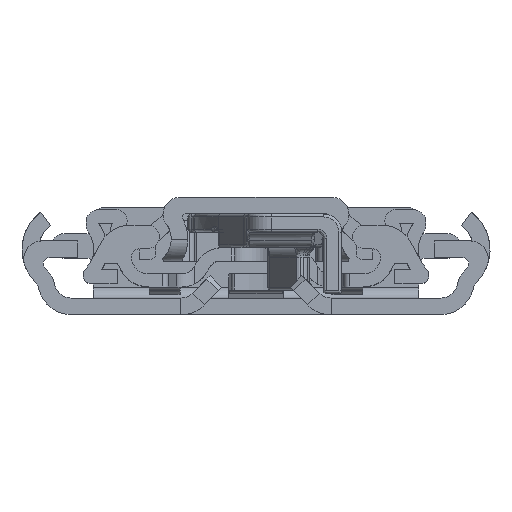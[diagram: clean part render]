
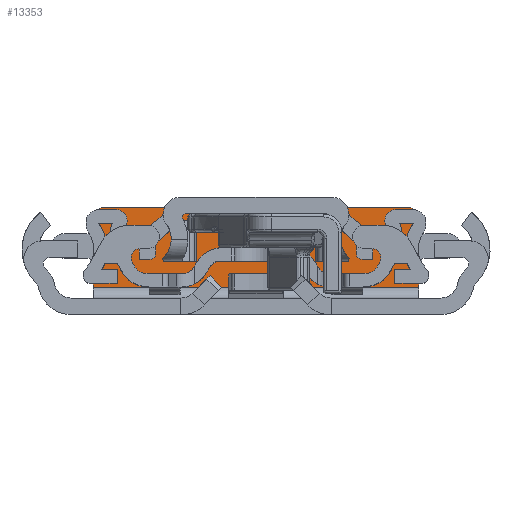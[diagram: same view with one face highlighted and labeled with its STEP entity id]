
A CAD part, front view. The second image highlights one B-rep face of the part: STEP entity #13353.
In plain terms, the highlighted planar face has unit normal (0, -1, 0).
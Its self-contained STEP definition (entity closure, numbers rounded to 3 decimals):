
#518=PLANE('',#14363);
#842=FACE_OUTER_BOUND('',#1633,.T.);
#1633=EDGE_LOOP('',(#9124,#9125,#9126,#9127,#9128,#9129));
#2517=LINE('',#20393,#3612);
#2520=LINE('',#20401,#3615);
#2521=LINE('',#20405,#3616);
#2522=LINE('',#20406,#3617);
#3612=VECTOR('',#16173,10.);
#3615=VECTOR('',#16182,10.);
#3616=VECTOR('',#16185,10.);
#3617=VECTOR('',#16186,10.);
#4673=CIRCLE('',#14359,2.);
#4676=CIRCLE('',#14364,2.);
#5533=VERTEX_POINT('',#20386);
#5534=VERTEX_POINT('',#20388);
#5535=VERTEX_POINT('',#20392);
#5537=VERTEX_POINT('',#20400);
#5538=VERTEX_POINT('',#20402);
#5539=VERTEX_POINT('',#20404);
#6907=EDGE_CURVE('',#5533,#5534,#4673,.T.);
#6909=EDGE_CURVE('',#5535,#5534,#2517,.T.);
#6914=EDGE_CURVE('',#5537,#5533,#2520,.T.);
#6915=EDGE_CURVE('',#5538,#5537,#4676,.T.);
#6916=EDGE_CURVE('',#5538,#5539,#2521,.T.);
#6917=EDGE_CURVE('',#5539,#5535,#2522,.T.);
#9124=ORIENTED_EDGE('',*,*,#6907,.F.);
#9125=ORIENTED_EDGE('',*,*,#6914,.F.);
#9126=ORIENTED_EDGE('',*,*,#6915,.F.);
#9127=ORIENTED_EDGE('',*,*,#6916,.T.);
#9128=ORIENTED_EDGE('',*,*,#6917,.T.);
#9129=ORIENTED_EDGE('',*,*,#6909,.T.);
#13353=ADVANCED_FACE('',(#842),#518,.T.);
#14359=AXIS2_PLACEMENT_3D('',#20389,#16168,#16169);
#14363=AXIS2_PLACEMENT_3D('',#20399,#16180,#16181);
#14364=AXIS2_PLACEMENT_3D('',#20403,#16183,#16184);
#16168=DIRECTION('center_axis',(0.,1.,0.));
#16169=DIRECTION('ref_axis',(0.707,0.,0.707));
#16173=DIRECTION('',(0.,0.,1.));
#16180=DIRECTION('center_axis',(0.,-1.,0.));
#16181=DIRECTION('ref_axis',(0.,0.,-1.));
#16182=DIRECTION('',(1.,0.,0.));
#16183=DIRECTION('center_axis',(0.,1.,0.));
#16184=DIRECTION('ref_axis',(-0.707,0.,0.707));
#16185=DIRECTION('',(0.,0.,-1.));
#16186=DIRECTION('',(1.,0.,0.));
#20386=CARTESIAN_POINT('',(24.5,647.3,17.5));
#20388=CARTESIAN_POINT('',(26.5,647.3,15.5));
#20389=CARTESIAN_POINT('Origin',(24.5,647.3,15.5));
#20392=CARTESIAN_POINT('',(26.5,647.3,4.5));
#20393=CARTESIAN_POINT('',(26.5,647.3,17.5));
#20399=CARTESIAN_POINT('Origin',(0.,647.3,4.5));
#20400=CARTESIAN_POINT('',(-24.5,647.3,17.5));
#20401=CARTESIAN_POINT('',(0.,647.3,17.5));
#20402=CARTESIAN_POINT('',(-26.5,647.3,15.5));
#20403=CARTESIAN_POINT('Origin',(-24.5,647.3,15.5));
#20404=CARTESIAN_POINT('',(-26.5,647.3,4.5));
#20405=CARTESIAN_POINT('',(-26.5,647.3,17.5));
#20406=CARTESIAN_POINT('',(0.,647.3,4.5));
